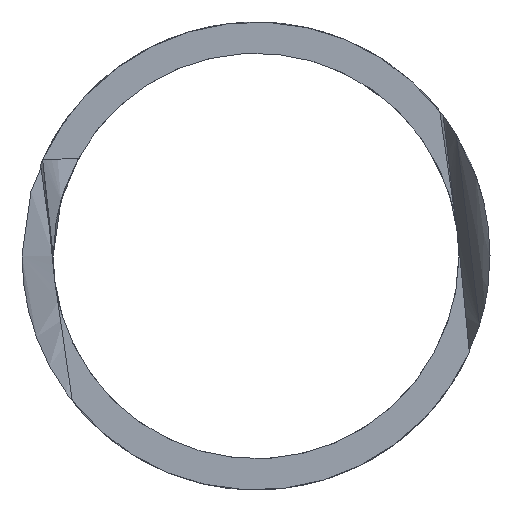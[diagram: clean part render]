
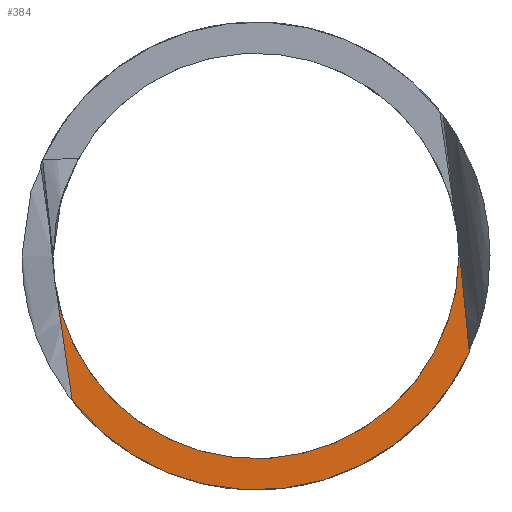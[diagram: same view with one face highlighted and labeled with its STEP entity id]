
A CAD part, front view. The second image highlights one B-rep face of the part: STEP entity #384.
In plain terms, the highlighted planar face has unit normal (0, -1, 0).
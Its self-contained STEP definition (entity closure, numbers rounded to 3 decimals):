
#328=CARTESIAN_POINT('Axis2P3D Location',(-1462.666,-283.918,422.967)) ;
#333=CARTESIAN_POINT('Axis2P3D Location',(-1462.666,-283.918,422.967)) ;
#337=CARTESIAN_POINT('Vertex',(-1474.447,-283.918,413.682)) ;
#339=CARTESIAN_POINT('Vertex',(-1448.989,-283.918,416.808)) ;
#343=CARTESIAN_POINT('Control Point',(-1448.989,-283.918,416.808)) ;
#344=CARTESIAN_POINT('Control Point',(-1449.038,-283.918,417.44)) ;
#345=CARTESIAN_POINT('Control Point',(-1449.09,-283.918,418.072)) ;
#346=CARTESIAN_POINT('Control Point',(-1449.144,-283.918,418.703)) ;
#347=CARTESIAN_POINT('Control Point',(-1449.285,-283.918,420.253)) ;
#348=CARTESIAN_POINT('Control Point',(-1449.444,-283.918,421.801)) ;
#349=CARTESIAN_POINT('Control Point',(-1449.544,-283.918,422.718)) ;
#350=CARTESIAN_POINT('Control Point',(-1449.651,-283.918,423.634)) ;
#351=CARTESIAN_POINT('Control Point',(-1449.763,-283.918,424.55)) ;
#352=CARTESIAN_POINT('Vertex',(-1449.763,-283.917,424.55)) ;
#355=CARTESIAN_POINT('Axis2P3D Location',(-1462.666,-283.918,422.967)) ;
#359=CARTESIAN_POINT('Vertex',(-1449.666,-283.918,422.967)) ;
#362=CARTESIAN_POINT('Axis2P3D Location',(-1462.666,-283.918,422.967)) ;
#366=CARTESIAN_POINT('Vertex',(-1475.569,-283.918,421.381)) ;
#370=CARTESIAN_POINT('Control Point',(-1475.569,-283.918,421.381)) ;
#371=CARTESIAN_POINT('Control Point',(-1475.38,-283.918,419.837)) ;
#372=CARTESIAN_POINT('Control Point',(-1475.173,-283.918,418.295)) ;
#373=CARTESIAN_POINT('Control Point',(-1474.948,-283.918,416.755)) ;
#374=CARTESIAN_POINT('Control Point',(-1474.707,-283.918,415.217)) ;
#375=CARTESIAN_POINT('Control Point',(-1474.447,-283.918,413.682)) ;
#329=DIRECTION('Axis2P3D Direction',(0.,-1.,0.)) ;
#330=DIRECTION('Axis2P3D XDirection',(1.,0.,0.)) ;
#334=DIRECTION('Axis2P3D Direction',(0.,-1.,0.)) ;
#356=DIRECTION('Axis2P3D Direction',(0.,-1.,0.)) ;
#363=DIRECTION('Axis2P3D Direction',(0.,-1.,0.)) ;
#331=AXIS2_PLACEMENT_3D('Plane Axis2P3D',#328,#329,#330) ;
#335=AXIS2_PLACEMENT_3D('Circle Axis2P3D',#333,#334,$) ;
#357=AXIS2_PLACEMENT_3D('Circle Axis2P3D',#355,#356,$) ;
#364=AXIS2_PLACEMENT_3D('Circle Axis2P3D',#362,#363,$) ;
#378=ORIENTED_EDGE('',*,*,#341,.T.) ;
#379=ORIENTED_EDGE('',*,*,#354,.T.) ;
#380=ORIENTED_EDGE('',*,*,#361,.F.) ;
#381=ORIENTED_EDGE('',*,*,#368,.F.) ;
#382=ORIENTED_EDGE('',*,*,#376,.T.) ;
#384=ADVANCED_FACE('Corps principal',(#383),#332,.T.) ;
#342=B_SPLINE_CURVE_WITH_KNOTS('',5,(#343,#344,#345,#346,#347,#348,#349,#350,#351),.UNSPECIFIED.,.F.,.U.,(6,3,6),(12.56,17.052,23.584),.UNSPECIFIED.) ;
#369=B_SPLINE_CURVE_WITH_KNOTS('',5,(#370,#371,#372,#373,#374,#375),.UNSPECIFIED.,.F.,.U.,(6,6),(23.589,34.603),.UNSPECIFIED.) ;
#336=CIRCLE('generated circle',#335,15.) ;
#358=CIRCLE('generated circle',#357,13.) ;
#365=CIRCLE('generated circle',#364,13.) ;
#341=EDGE_CURVE('',#338,#340,#336,.T.) ;
#354=EDGE_CURVE('',#340,#353,#342,.T.) ;
#361=EDGE_CURVE('',#360,#353,#358,.T.) ;
#368=EDGE_CURVE('',#367,#360,#365,.T.) ;
#376=EDGE_CURVE('',#367,#338,#369,.T.) ;
#377=EDGE_LOOP('',(#378,#379,#380,#381,#382)) ;
#383=FACE_OUTER_BOUND('',#377,.T.) ;
#332=PLANE('Plane',#331) ;
#338=VERTEX_POINT('',#337) ;
#340=VERTEX_POINT('',#339) ;
#353=VERTEX_POINT('',#352) ;
#360=VERTEX_POINT('',#359) ;
#367=VERTEX_POINT('',#366) ;
